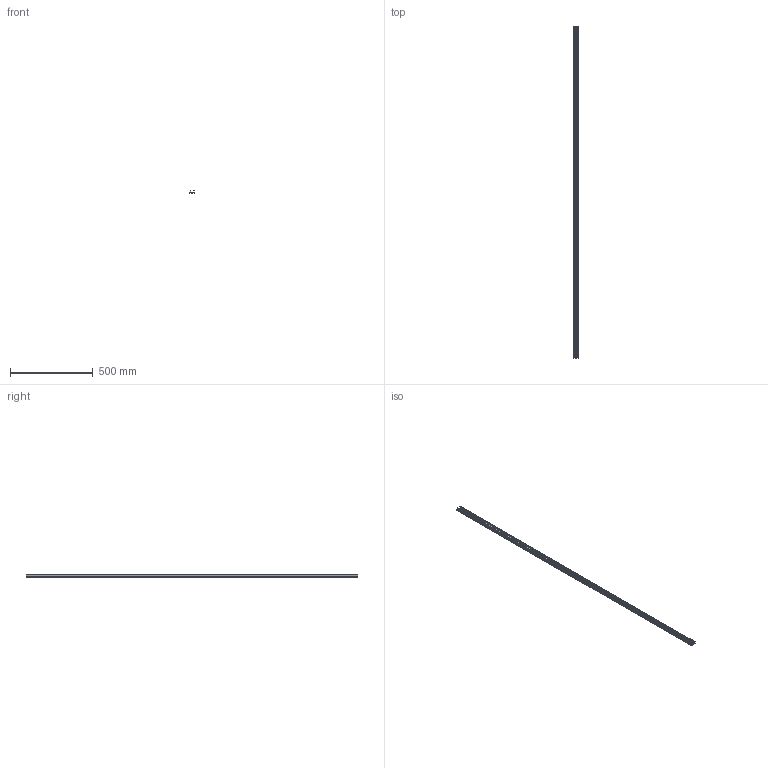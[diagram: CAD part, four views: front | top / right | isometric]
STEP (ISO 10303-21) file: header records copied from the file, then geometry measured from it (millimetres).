
FILE_DESCRIPTION(('STEP AP203'),'1');
FILE_NAME('cabs-app.stp','2024-07-11T11:35:40',('TraceParts'),('TraceParts S.A.'),'Spatial InterOp 3D',' ',' ');
FILE_SCHEMA(('CONFIG_CONTROL_DESIGN'));
Length unit declared in the file: millimetre
Products named in the file (1): 1
Bounding box: 35 x 2000 x 15 mm (x, y, z)
Volume: 339213.1 mm3; surface area: 244071.7 mm2
Topology: 1 solids, 1 shells, 663 faces, 2460 edges, 1640 vertices
Faces by surface type: plane 339, cylinder 324
Entity records: 27142 total; most frequent: CARTESIAN_POINT 6684, ORIENTED_EDGE 4920, DIRECTION 4116, EDGE_CURVE 2460, VERTEX_POINT 1640, AXIS2_PLACEMENT_3D 1632, CIRCLE 968, LINE 852
